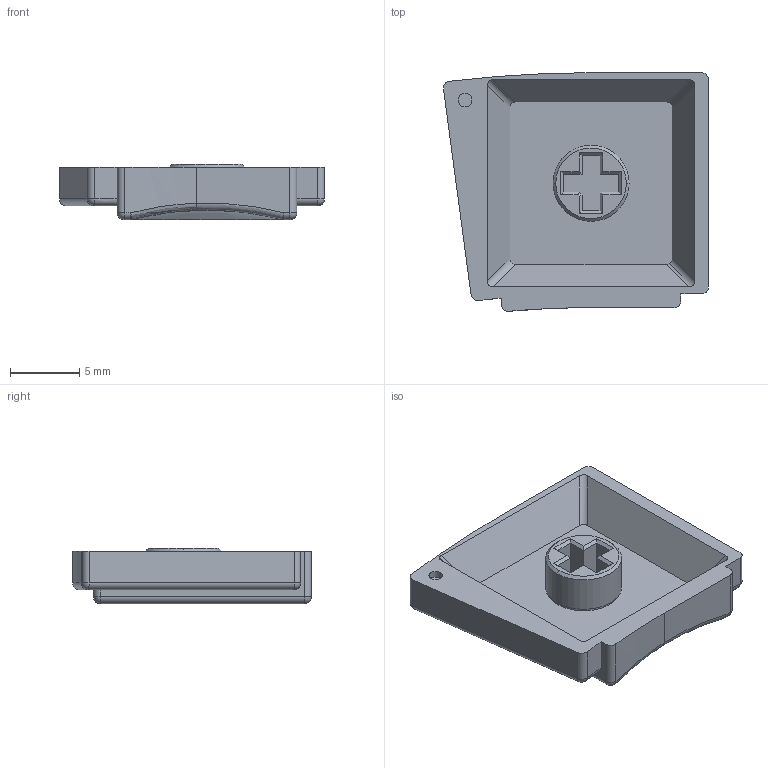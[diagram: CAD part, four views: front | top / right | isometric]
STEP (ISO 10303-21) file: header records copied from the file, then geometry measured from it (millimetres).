
FILE_DESCRIPTION (( 'STEP AP214' ), '1' );
FILE_NAME ('thumb-1.STEP', '2025-01-28T07:26:25', ( '' ), ( '' ), 'SwSTEP 2.0', 'SolidWorks 2020', '' );
FILE_SCHEMA (( 'AUTOMOTIVE_DESIGN' ));
Length unit declared in the file: millimetre
Products named in the file (3): thumb-1; stem
Assembly tree (2 placements, depth 2):
  thumb-1
    stem
    thumb-1
Bounding box: 19.17 x 17.26 x 4 mm (x, y, z)
Volume: 523.6 mm3; surface area: 1042.5 mm2
Topology: 2 solids, 2 shells, 114 faces, 281 edges, 164 vertices
Faces by surface type: plane 59, cylinder 35, sphere 11, torus 6, cone 2, bspline 1
Entity records: 3366 total; most frequent: CARTESIAN_POINT 626, DIRECTION 565, ORIENTED_EDGE 542, EDGE_CURVE 271, AXIS2_PLACEMENT_3D 193, LINE 179, VECTOR 179, VERTEX_POINT 164
